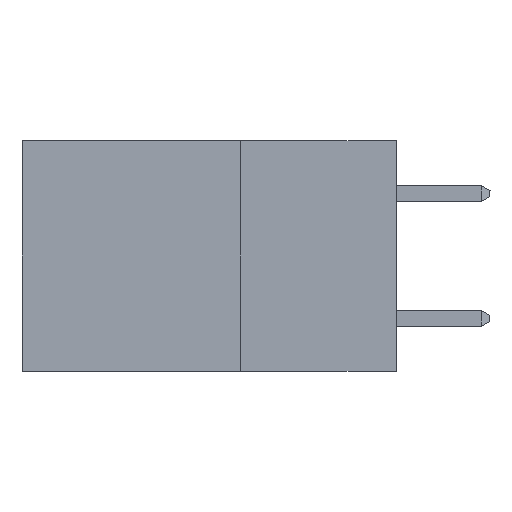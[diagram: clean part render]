
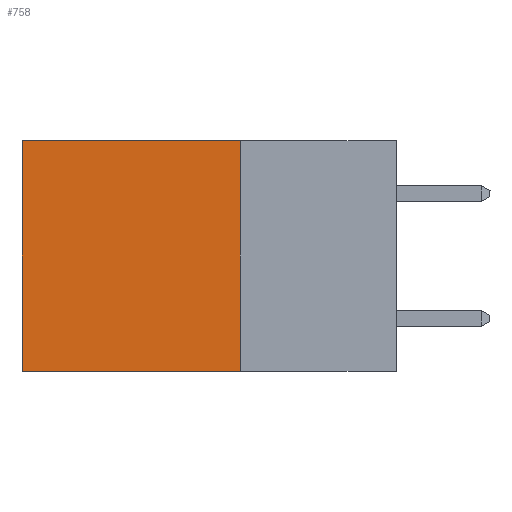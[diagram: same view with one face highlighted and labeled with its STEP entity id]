
A CAD part, left-side view. The second image highlights one B-rep face of the part: STEP entity #758.
In plain terms, the highlighted planar face has unit normal (-1, 0, 0).
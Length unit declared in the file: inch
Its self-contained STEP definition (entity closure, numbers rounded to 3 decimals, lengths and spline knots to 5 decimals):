
#758 = ADVANCED_FACE ( 'NONE', ( #1853 ), #9532, .F. ) ;
#1206 = CARTESIAN_POINT ( 'NONE',  ( 0.298, 0.25, 0. ) ) ;
#1211 = DIRECTION ( 'NONE',  ( 0., 1., 0. ) ) ;
#1301 = LINE ( 'NONE', #15516, #9666 ) ;
#1562 = DIRECTION ( 'NONE',  ( 0., 0., -1. ) ) ;
#1774 = LINE ( 'NONE', #17521, #11191 ) ;
#1853 = FACE_OUTER_BOUND ( 'NONE', #21230, .T. ) ;
#2440 = VERTEX_POINT ( 'NONE', #13985 ) ;
#2591 = ORIENTED_EDGE ( 'NONE', *, *, #10373, .F. ) ;
#2989 = VECTOR ( 'NONE', #1562, 39.37008 ) ;
#3360 = CARTESIAN_POINT ( 'NONE',  ( 0.298, 0.25, 0. ) ) ;
#3738 = LINE ( 'NONE', #12887, #20902 ) ;
#4363 = CARTESIAN_POINT ( 'NONE',  ( 0.298, 0.6, -0.37 ) ) ;
#4529 = DIRECTION ( 'NONE',  ( 0., 0., -1. ) ) ;
#5506 = ORIENTED_EDGE ( 'NONE', *, *, #8371, .T. ) ;
#6582 = VERTEX_POINT ( 'NONE', #9941 ) ;
#7074 = VERTEX_POINT ( 'NONE', #4363 ) ;
#7549 = DIRECTION ( 'NONE',  ( 0., 0., -1. ) ) ;
#8371 = EDGE_CURVE ( 'NONE', #6582, #7074, #1774, .T. ) ;
#8483 = ORIENTED_EDGE ( 'NONE', *, *, #15720, .F. ) ;
#8912 = DIRECTION ( 'NONE',  ( 0., 1., 0. ) ) ;
#9532 = PLANE ( 'NONE',  #10253 ) ;
#9535 = ORIENTED_EDGE ( 'NONE', *, *, #18640, .T. ) ;
#9666 = VECTOR ( 'NONE', #8912, 39.37008 ) ;
#9941 = CARTESIAN_POINT ( 'NONE',  ( 0.298, 0.6, 0. ) ) ;
#10253 = AXIS2_PLACEMENT_3D ( 'NONE', #1206, #14550, #4529 ) ;
#10373 = EDGE_CURVE ( 'NONE', #18843, #2440, #19634, .T. ) ;
#11191 = VECTOR ( 'NONE', #7549, 39.37008 ) ;
#12887 = CARTESIAN_POINT ( 'NONE',  ( 0.298, 0.25, 0. ) ) ;
#13245 = CARTESIAN_POINT ( 'NONE',  ( 0.298, 0.25, 0. ) ) ;
#13985 = CARTESIAN_POINT ( 'NONE',  ( 0.298, 0.25, -0.37 ) ) ;
#14550 = DIRECTION ( 'NONE',  ( 1., 0., 0. ) ) ;
#15516 = CARTESIAN_POINT ( 'NONE',  ( 0.298, 0.25, -0.37 ) ) ;
#15720 = EDGE_CURVE ( 'NONE', #2440, #7074, #1301, .T. ) ;
#17521 = CARTESIAN_POINT ( 'NONE',  ( 0.298, 0.6, 0. ) ) ;
#18640 = EDGE_CURVE ( 'NONE', #18843, #6582, #3738, .T. ) ;
#18843 = VERTEX_POINT ( 'NONE', #3360 ) ;
#19634 = LINE ( 'NONE', #13245, #2989 ) ;
#20902 = VECTOR ( 'NONE', #1211, 39.37008 ) ;
#21230 = EDGE_LOOP ( 'NONE', ( #5506, #8483, #2591, #9535 ) ) ;
